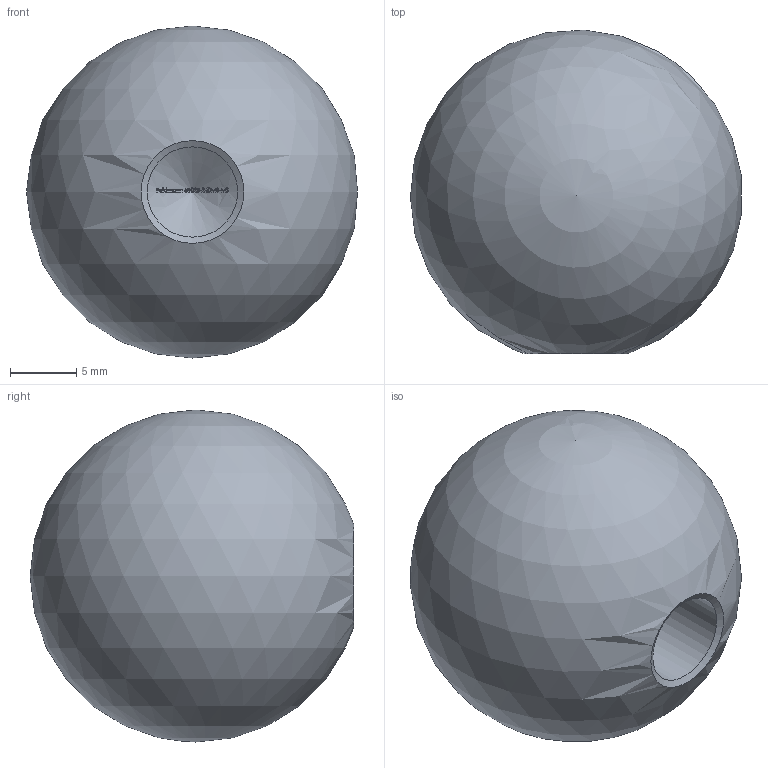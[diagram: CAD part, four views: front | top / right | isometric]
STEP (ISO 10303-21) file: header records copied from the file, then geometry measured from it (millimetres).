
FILE_DESCRIPTION (( 'STEP AP203' ), '1' );
FILE_NAME ('51025-240M8-MS.step', '2020-06-22T11:34:25', ( '' ), ( '' ), 'SwSTEP 2.0', 'SolidWorks 2015', '' );
FILE_SCHEMA (( 'CONFIG_CONTROL_DESIGN' ));
Length unit declared in the file: millimetre
Products named in the file (2): 51025-240M8-MS
Bounding box: 24.93 x 24.37 x 25 mm (x, y, z)
Volume: 7472.8 mm3; surface area: 2360.6 mm2
Topology: 2 solids, 2 shells, 294 faces, 789 edges, 525 vertices
Faces by surface type: plane 133, bspline 126, cone 33, cylinder 1, sphere 1
Full cylindrical faces by diameter (mm): 6.8 x1
Entity records: 15428 total; most frequent: CARTESIAN_POINT 9278, ORIENTED_EDGE 1560, EDGE_CURVE 780, DIRECTION 645, VERTEX_POINT 521, B_SPLINE_CURVE_WITH_KNOTS 476, EDGE_LOOP 325, LINE 301
